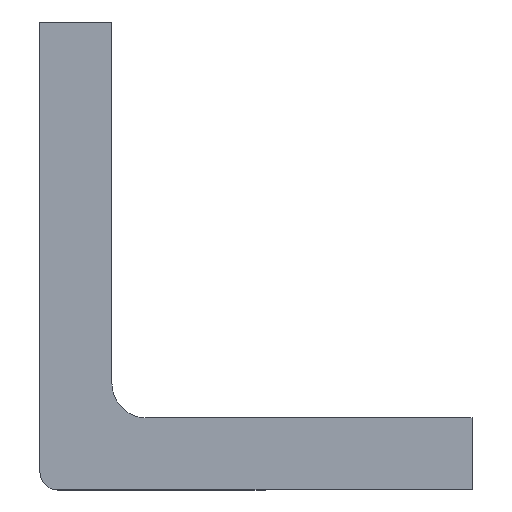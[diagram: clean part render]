
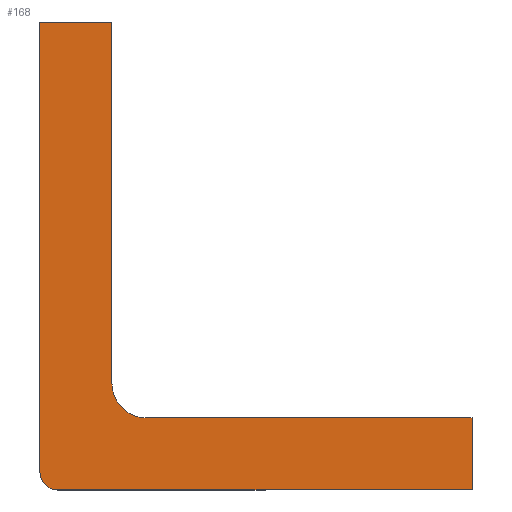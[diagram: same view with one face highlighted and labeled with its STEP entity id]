
A CAD part, top view. The second image highlights one B-rep face of the part: STEP entity #168.
In plain terms, the highlighted planar face has unit normal (0, 0, 1).
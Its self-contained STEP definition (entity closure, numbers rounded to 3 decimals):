
#8 = CARTESIAN_POINT ( 'NONE',  ( -90.5, 20., 0.1 ) ) ;
#13 = VECTOR ( 'NONE', #319, 1000. ) ;
#14 = EDGE_CURVE ( 'NONE', #315, #331, #31, .T. ) ;
#21 = CIRCLE ( 'NONE', #206, 9.5 ) ;
#31 = LINE ( 'NONE', #138, #227 ) ;
#33 = EDGE_CURVE ( 'NONE', #51, #35, #259, .T. ) ;
#35 = VERTEX_POINT ( 'NONE', #8 ) ;
#47 = EDGE_CURVE ( 'NONE', #136, #89, #119, .T. ) ;
#49 = VERTEX_POINT ( 'NONE', #93 ) ;
#51 = VERTEX_POINT ( 'NONE', #118 ) ;
#54 = CARTESIAN_POINT ( 'NONE',  ( -120., 5., 0.1 ) ) ;
#61 = ORIENTED_EDGE ( 'NONE', *, *, #201, .T. ) ;
#64 = PLANE ( 'NONE',  #306 ) ;
#67 = EDGE_CURVE ( 'NONE', #49, #51, #323, .T. ) ;
#73 = ORIENTED_EDGE ( 'NONE', *, *, #14, .T. ) ;
#79 = CARTESIAN_POINT ( 'NONE',  ( -100., 20., 0.1 ) ) ;
#83 = DIRECTION ( 'NONE',  ( -1., 0., 0. ) ) ;
#86 = CARTESIAN_POINT ( 'NONE',  ( 0., 0., 0.1 ) ) ;
#89 = VERTEX_POINT ( 'NONE', #117 ) ;
#91 = VECTOR ( 'NONE', #243, 1000. ) ;
#93 = CARTESIAN_POINT ( 'NONE',  ( 0., 0., 0.1 ) ) ;
#94 = VECTOR ( 'NONE', #188, 1000. ) ;
#101 = CARTESIAN_POINT ( 'NONE',  ( -120., 0., 0.1 ) ) ;
#115 = LINE ( 'NONE', #215, #94 ) ;
#117 = CARTESIAN_POINT ( 'NONE',  ( -115., 0., 0.1 ) ) ;
#118 = CARTESIAN_POINT ( 'NONE',  ( 0., 20., 0.1 ) ) ;
#119 = CIRCLE ( 'NONE', #307, 5. ) ;
#121 = DIRECTION ( 'NONE',  ( 0., 0., -1. ) ) ;
#130 = EDGE_CURVE ( 'NONE', #89, #49, #115, .T. ) ;
#136 = VERTEX_POINT ( 'NONE', #54 ) ;
#138 = CARTESIAN_POINT ( 'NONE',  ( -100., 130., 0.1 ) ) ;
#142 = ORIENTED_EDGE ( 'NONE', *, *, #311, .T. ) ;
#148 = CARTESIAN_POINT ( 'NONE',  ( -100., 130., 0.1 ) ) ;
#152 = ORIENTED_EDGE ( 'NONE', *, *, #47, .T. ) ;
#157 = ORIENTED_EDGE ( 'NONE', *, *, #130, .T. ) ;
#162 = VECTOR ( 'NONE', #229, 1000. ) ;
#163 = CARTESIAN_POINT ( 'NONE',  ( -115., 5., 0.1 ) ) ;
#168 = ADVANCED_FACE ( 'NONE', ( #322 ), #64, .F. ) ;
#169 = LINE ( 'NONE', #101, #162 ) ;
#174 = CARTESIAN_POINT ( 'NONE',  ( -120., 130., 0.1 ) ) ;
#185 = CARTESIAN_POINT ( 'NONE',  ( 0., 20., 0.1 ) ) ;
#188 = DIRECTION ( 'NONE',  ( 1., 0., 0. ) ) ;
#201 = EDGE_CURVE ( 'NONE', #331, #284, #248, .T. ) ;
#206 = AXIS2_PLACEMENT_3D ( 'NONE', #305, #121, #326 ) ;
#207 = DIRECTION ( 'NONE',  ( 0., 1., 0. ) ) ;
#215 = CARTESIAN_POINT ( 'NONE',  ( 0., 0., 0.1 ) ) ;
#224 = CARTESIAN_POINT ( 'NONE',  ( -120., 130., 0.1 ) ) ;
#226 = DIRECTION ( 'NONE',  ( -1., 0., 0. ) ) ;
#227 = VECTOR ( 'NONE', #207, 1000. ) ;
#228 = CARTESIAN_POINT ( 'NONE',  ( -100., 29.5, 0.1 ) ) ;
#229 = DIRECTION ( 'NONE',  ( 0., -1., 0. ) ) ;
#234 = ORIENTED_EDGE ( 'NONE', *, *, #67, .T. ) ;
#235 = VECTOR ( 'NONE', #226, 1000. ) ;
#243 = DIRECTION ( 'NONE',  ( -1., 0., 0. ) ) ;
#247 = DIRECTION ( 'NONE',  ( 0., 0., -1. ) ) ;
#248 = LINE ( 'NONE', #174, #235 ) ;
#257 = ORIENTED_EDGE ( 'NONE', *, *, #273, .T. ) ;
#259 = LINE ( 'NONE', #79, #91 ) ;
#266 = DIRECTION ( 'NONE',  ( -1., 0., 0. ) ) ;
#273 = EDGE_CURVE ( 'NONE', #35, #315, #21, .T. ) ;
#278 = EDGE_LOOP ( 'NONE', ( #142, #152, #157, #234, #310, #257, #73, #61 ) ) ;
#284 = VERTEX_POINT ( 'NONE', #224 ) ;
#305 = CARTESIAN_POINT ( 'NONE',  ( -90.5, 29.5, 0.1 ) ) ;
#306 = AXIS2_PLACEMENT_3D ( 'NONE', #86, #247, #266 ) ;
#307 = AXIS2_PLACEMENT_3D ( 'NONE', #163, #320, #83 ) ;
#310 = ORIENTED_EDGE ( 'NONE', *, *, #33, .T. ) ;
#311 = EDGE_CURVE ( 'NONE', #284, #136, #169, .T. ) ;
#315 = VERTEX_POINT ( 'NONE', #228 ) ;
#319 = DIRECTION ( 'NONE',  ( 0., 1., 0. ) ) ;
#320 = DIRECTION ( 'NONE',  ( 0., 0., 1. ) ) ;
#322 = FACE_OUTER_BOUND ( 'NONE', #278, .T. ) ;
#323 = LINE ( 'NONE', #185, #13 ) ;
#326 = DIRECTION ( 'NONE',  ( -1., 0., 0. ) ) ;
#331 = VERTEX_POINT ( 'NONE', #148 ) ;
